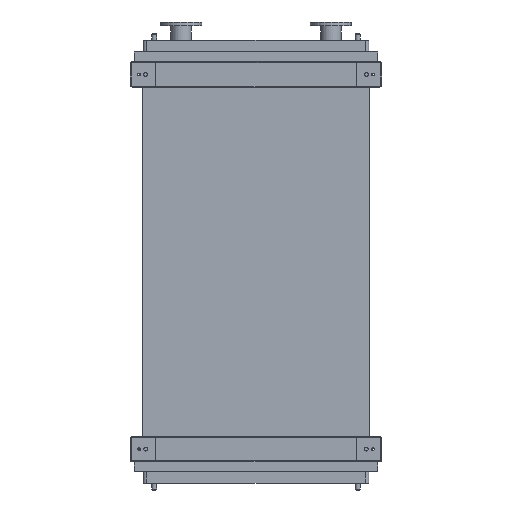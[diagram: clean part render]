
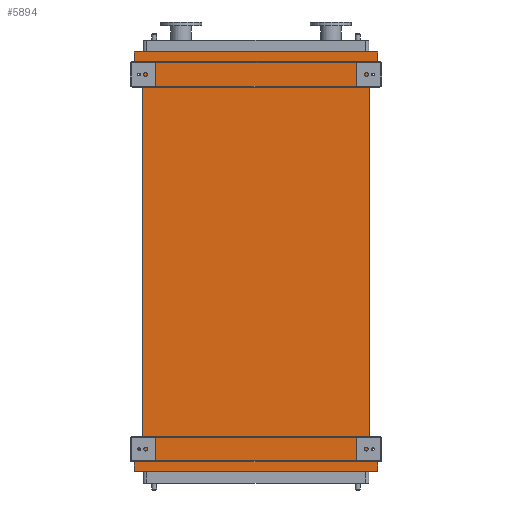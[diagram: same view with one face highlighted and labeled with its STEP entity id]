
A CAD part, front view. The second image highlights one B-rep face of the part: STEP entity #5894.
In plain terms, the highlighted planar face has unit normal (0, -1, 0).
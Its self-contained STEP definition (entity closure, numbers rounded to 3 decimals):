
#55 = VERTEX_POINT ( 'NONE', #19860 ) ;
#208 = CARTESIAN_POINT ( 'NONE',  ( -651., 0., -2103. ) ) ;
#330 = LINE ( 'NONE', #4240, #24074 ) ;
#529 = PLANE ( 'NONE',  #10235 ) ;
#662 = VERTEX_POINT ( 'NONE', #20795 ) ;
#663 = VERTEX_POINT ( 'NONE', #7773 ) ;
#1166 = FACE_OUTER_BOUND ( 'NONE', #4895, .T. ) ;
#1227 = LINE ( 'NONE', #10915, #10994 ) ;
#1402 = VERTEX_POINT ( 'NONE', #14870 ) ;
#1980 = EDGE_CURVE ( 'NONE', #2582, #55, #12179, .T. ) ;
#2135 = LINE ( 'NONE', #19018, #16796 ) ;
#2439 = DIRECTION ( 'NONE',  ( 0., 0., -1. ) ) ;
#2582 = VERTEX_POINT ( 'NONE', #13118 ) ;
#2787 = VECTOR ( 'NONE', #17444, 1000. ) ;
#2936 = CARTESIAN_POINT ( 'NONE',  ( 605., 0., -2050. ) ) ;
#2956 = ORIENTED_EDGE ( 'NONE', *, *, #15066, .F. ) ;
#3406 = CARTESIAN_POINT ( 'NONE',  ( -651., 0., 53. ) ) ;
#4214 = ORIENTED_EDGE ( 'NONE', *, *, #15382, .F. ) ;
#4240 = CARTESIAN_POINT ( 'NONE',  ( 651., 0., -2103. ) ) ;
#4508 = ORIENTED_EDGE ( 'NONE', *, *, #13802, .F. ) ;
#4895 = EDGE_LOOP ( 'NONE', ( #18445, #4508, #15274, #20104, #5758, #11495, #21209, #17585, #2956, #4214, #15007, #19840 ) ) ;
#5201 = CARTESIAN_POINT ( 'NONE',  ( 605., 0., -2050. ) ) ;
#5432 = DIRECTION ( 'NONE',  ( 0., 0., 1. ) ) ;
#5518 = VERTEX_POINT ( 'NONE', #2936 ) ;
#5758 = ORIENTED_EDGE ( 'NONE', *, *, #14156, .F. ) ;
#5894 = ADVANCED_FACE ( 'NONE', ( #1166 ), #529, .T. ) ;
#6027 = VERTEX_POINT ( 'NONE', #12453 ) ;
#6130 = CARTESIAN_POINT ( 'NONE',  ( -651., 0., -2103. ) ) ;
#6813 = CARTESIAN_POINT ( 'NONE',  ( 605., 0., -2050. ) ) ;
#6910 = LINE ( 'NONE', #23977, #12023 ) ;
#7017 = VECTOR ( 'NONE', #20197, 1000. ) ;
#7405 = LINE ( 'NONE', #11933, #16852 ) ;
#7717 = EDGE_CURVE ( 'NONE', #22811, #24219, #6910, .T. ) ;
#7773 = CARTESIAN_POINT ( 'NONE',  ( 651., 0., 53. ) ) ;
#8853 = VECTOR ( 'NONE', #17389, 1000. ) ;
#9644 = CARTESIAN_POINT ( 'NONE',  ( -605., 0., 0. ) ) ;
#10201 = CARTESIAN_POINT ( 'NONE',  ( -605., 0., -2050. ) ) ;
#10235 = AXIS2_PLACEMENT_3D ( 'NONE', #10201, #14025, #2439 ) ;
#10655 = CARTESIAN_POINT ( 'NONE',  ( 651., 0., -2103. ) ) ;
#10915 = CARTESIAN_POINT ( 'NONE',  ( -651., 0., -2145. ) ) ;
#10994 = VECTOR ( 'NONE', #12818, 1000. ) ;
#11236 = DIRECTION ( 'NONE',  ( 0., 0., 1. ) ) ;
#11495 = ORIENTED_EDGE ( 'NONE', *, *, #14297, .F. ) ;
#11625 = LINE ( 'NONE', #3406, #20797 ) ;
#11933 = CARTESIAN_POINT ( 'NONE',  ( 651., 0., 95. ) ) ;
#12023 = VECTOR ( 'NONE', #11236, 1000. ) ;
#12179 = LINE ( 'NONE', #20240, #21852 ) ;
#12195 = VECTOR ( 'NONE', #18097, 1000. ) ;
#12453 = CARTESIAN_POINT ( 'NONE',  ( 605., 0., 0. ) ) ;
#12818 = DIRECTION ( 'NONE',  ( 0., 0., 1. ) ) ;
#13118 = CARTESIAN_POINT ( 'NONE',  ( -651., 0., 95. ) ) ;
#13384 = LINE ( 'NONE', #208, #8853 ) ;
#13389 = EDGE_CURVE ( 'NONE', #5518, #6027, #16878, .T. ) ;
#13802 = EDGE_CURVE ( 'NONE', #663, #6027, #18596, .T. ) ;
#13833 = EDGE_CURVE ( 'NONE', #55, #663, #7405, .T. ) ;
#14025 = DIRECTION ( 'NONE',  ( 0., -1., 0. ) ) ;
#14156 = EDGE_CURVE ( 'NONE', #17510, #2582, #11625, .T. ) ;
#14297 = EDGE_CURVE ( 'NONE', #24219, #17510, #23279, .T. ) ;
#14760 = DIRECTION ( 'NONE',  ( 1., 0., 0. ) ) ;
#14870 = CARTESIAN_POINT ( 'NONE',  ( -651., 0., -2145. ) ) ;
#14887 = EDGE_CURVE ( 'NONE', #18169, #22811, #13384, .T. ) ;
#15007 = ORIENTED_EDGE ( 'NONE', *, *, #16091, .F. ) ;
#15066 = EDGE_CURVE ( 'NONE', #1402, #18169, #1227, .T. ) ;
#15232 = CARTESIAN_POINT ( 'NONE',  ( -651., 0., 53. ) ) ;
#15274 = ORIENTED_EDGE ( 'NONE', *, *, #13833, .F. ) ;
#15329 = DIRECTION ( 'NONE',  ( -0.655, 0., 0.755 ) ) ;
#15382 = EDGE_CURVE ( 'NONE', #662, #1402, #2135, .T. ) ;
#15656 = DIRECTION ( 'NONE',  ( 0., 0., -1. ) ) ;
#16091 = EDGE_CURVE ( 'NONE', #18591, #662, #330, .T. ) ;
#16231 = EDGE_CURVE ( 'NONE', #5518, #18591, #21795, .T. ) ;
#16796 = VECTOR ( 'NONE', #20862, 1000. ) ;
#16852 = VECTOR ( 'NONE', #15656, 1000. ) ;
#16878 = LINE ( 'NONE', #6813, #12195 ) ;
#17389 = DIRECTION ( 'NONE',  ( 0.655, 0., 0.755 ) ) ;
#17444 = DIRECTION ( 'NONE',  ( -0.655, 0., -0.755 ) ) ;
#17486 = CARTESIAN_POINT ( 'NONE',  ( -605., 0., -2050. ) ) ;
#17510 = VERTEX_POINT ( 'NONE', #15232 ) ;
#17542 = DIRECTION ( 'NONE',  ( 0., 0., -1. ) ) ;
#17585 = ORIENTED_EDGE ( 'NONE', *, *, #14887, .F. ) ;
#18097 = DIRECTION ( 'NONE',  ( 0., 0., 1. ) ) ;
#18169 = VERTEX_POINT ( 'NONE', #6130 ) ;
#18445 = ORIENTED_EDGE ( 'NONE', *, *, #13389, .T. ) ;
#18576 = VECTOR ( 'NONE', #15329, 1000. ) ;
#18591 = VERTEX_POINT ( 'NONE', #10655 ) ;
#18596 = LINE ( 'NONE', #20970, #2787 ) ;
#19018 = CARTESIAN_POINT ( 'NONE',  ( 651., 0., -2145. ) ) ;
#19840 = ORIENTED_EDGE ( 'NONE', *, *, #16231, .F. ) ;
#19860 = CARTESIAN_POINT ( 'NONE',  ( 651., 0., 95. ) ) ;
#20104 = ORIENTED_EDGE ( 'NONE', *, *, #1980, .F. ) ;
#20197 = DIRECTION ( 'NONE',  ( 0.655, 0., -0.755 ) ) ;
#20240 = CARTESIAN_POINT ( 'NONE',  ( -651., 0., 95. ) ) ;
#20795 = CARTESIAN_POINT ( 'NONE',  ( 651., 0., -2145. ) ) ;
#20797 = VECTOR ( 'NONE', #5432, 1000. ) ;
#20862 = DIRECTION ( 'NONE',  ( -1., 0., 0. ) ) ;
#20970 = CARTESIAN_POINT ( 'NONE',  ( 651., 0., 53. ) ) ;
#21209 = ORIENTED_EDGE ( 'NONE', *, *, #7717, .F. ) ;
#21795 = LINE ( 'NONE', #5201, #7017 ) ;
#21852 = VECTOR ( 'NONE', #14760, 1000. ) ;
#22811 = VERTEX_POINT ( 'NONE', #17486 ) ;
#22831 = CARTESIAN_POINT ( 'NONE',  ( -605., 0., 0. ) ) ;
#23279 = LINE ( 'NONE', #9644, #18576 ) ;
#23977 = CARTESIAN_POINT ( 'NONE',  ( -605., 0., -2050. ) ) ;
#24074 = VECTOR ( 'NONE', #17542, 1000. ) ;
#24219 = VERTEX_POINT ( 'NONE', #22831 ) ;
